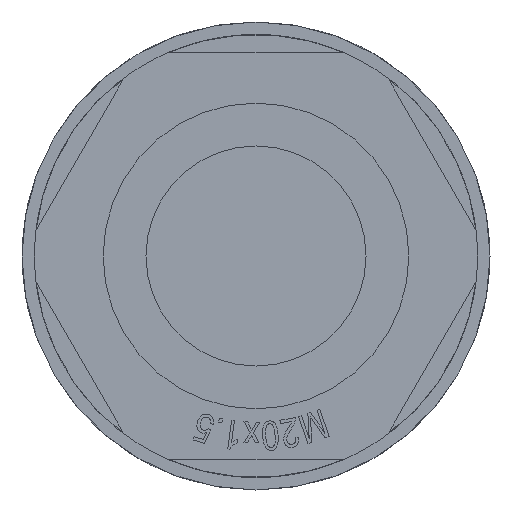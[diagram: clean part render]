
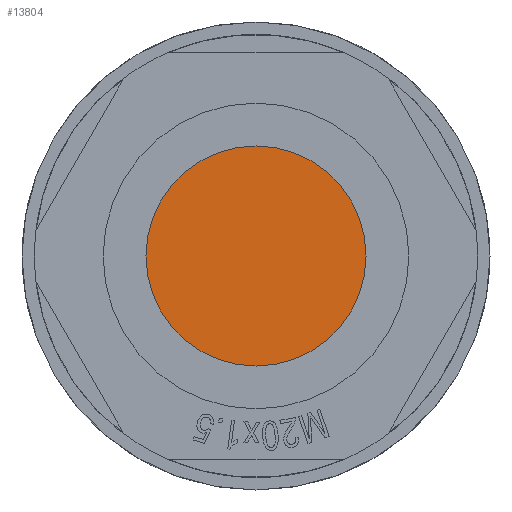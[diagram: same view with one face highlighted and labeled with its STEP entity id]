
A CAD part, front view. The second image highlights one B-rep face of the part: STEP entity #13804.
In plain terms, the highlighted planar face has unit normal (0, -1, 0).
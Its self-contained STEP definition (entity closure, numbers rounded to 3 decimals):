
#173 = CARTESIAN_POINT ( 'NONE',  ( -0.001, 43.488, 0. ) ) ;
#279 = CARTESIAN_POINT ( 'NONE',  ( -0.001, 43.488, 0. ) ) ;
#1522 = DIRECTION ( 'NONE',  ( -1., 0., 0. ) ) ;
#1620 = DIRECTION ( 'NONE',  ( -1., 0., 0. ) ) ;
#1858 = CIRCLE ( 'NONE', #3820, 7.2 ) ;
#3265 = DIRECTION ( 'NONE',  ( 0., -1., 0. ) ) ;
#3629 = CIRCLE ( 'NONE', #16699, 7.2 ) ;
#3820 = AXIS2_PLACEMENT_3D ( 'NONE', #11365, #3265, #12720 ) ;
#3940 = AXIS2_PLACEMENT_3D ( 'NONE', #173, #9613, #1522 ) ;
#7801 = CARTESIAN_POINT ( 'NONE',  ( -7.201, 43.488, 0. ) ) ;
#7959 = PLANE ( 'NONE',  #3940 ) ;
#8174 = EDGE_CURVE ( 'NONE', #13259, #15433, #3629, .T. ) ;
#9613 = DIRECTION ( 'NONE',  ( 0., 1., 0. ) ) ;
#9706 = DIRECTION ( 'NONE',  ( 0., -1., 0. ) ) ;
#9895 = ORIENTED_EDGE ( 'NONE', *, *, #8174, .T. ) ;
#10601 = FACE_OUTER_BOUND ( 'NONE', #10855, .T. ) ;
#10855 = EDGE_LOOP ( 'NONE', ( #9895, #17218 ) ) ;
#11365 = CARTESIAN_POINT ( 'NONE',  ( -0.001, 43.488, 0. ) ) ;
#12203 = CARTESIAN_POINT ( 'NONE',  ( 7.199, 43.488, 0. ) ) ;
#12720 = DIRECTION ( 'NONE',  ( -1., 0., 0. ) ) ;
#13259 = VERTEX_POINT ( 'NONE', #12203 ) ;
#13804 = ADVANCED_FACE ( 'NONE', ( #10601 ), #7959, .F. ) ;
#14355 = EDGE_CURVE ( 'NONE', #15433, #13259, #1858, .T. ) ;
#15433 = VERTEX_POINT ( 'NONE', #7801 ) ;
#16699 = AXIS2_PLACEMENT_3D ( 'NONE', #279, #9706, #1620 ) ;
#17218 = ORIENTED_EDGE ( 'NONE', *, *, #14355, .T. ) ;
